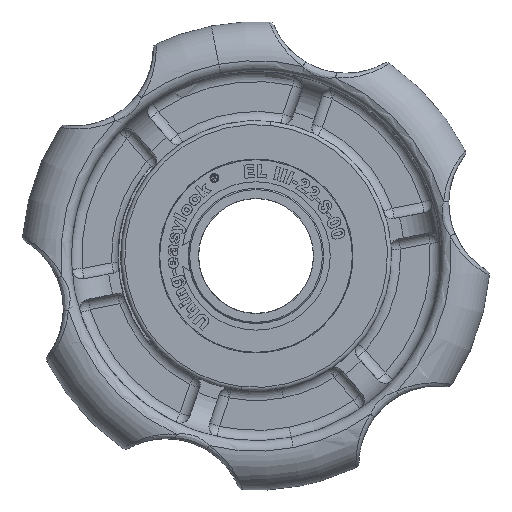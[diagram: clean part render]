
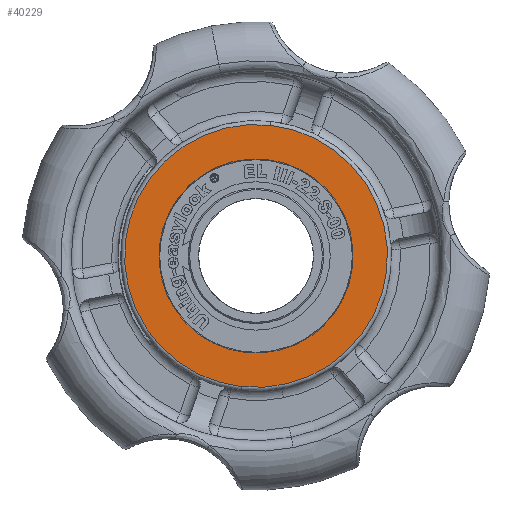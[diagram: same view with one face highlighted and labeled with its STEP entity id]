
A CAD part, left-side view. The second image highlights one B-rep face of the part: STEP entity #40229.
In plain terms, the highlighted planar face has unit normal (-1, 0, 0).
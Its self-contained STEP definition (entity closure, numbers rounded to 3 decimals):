
#70 = EDGE_CURVE ( 'NONE', #141583, #69317, #100145, .T. ) ;
#2699 = FACE_OUTER_BOUND ( 'NONE', #173458, .T. ) ;
#15491 = ORIENTED_EDGE ( 'NONE', *, *, #16684, .F. ) ;
#16684 = EDGE_CURVE ( 'NONE', #42508, #98937, #155779, .T. ) ;
#18505 = CARTESIAN_POINT ( 'NONE',  ( -30.8, 2.752, -25.1 ) ) ;
#19511 = AXIS2_PLACEMENT_3D ( 'NONE', #60382, #104793, #48044 ) ;
#26140 = CARTESIAN_POINT ( 'NONE',  ( -30.8, -2.752, 25.1 ) ) ;
#36621 = AXIS2_PLACEMENT_3D ( 'NONE', #65936, #181510, #38383 ) ;
#38383 = DIRECTION ( 'NONE',  ( 0., 0.109, -0.994 ) ) ;
#40229 = ADVANCED_FACE ( 'NONE', ( #93672, #2699 ), #47387, .F. ) ;
#42508 = VERTEX_POINT ( 'NONE', #45114 ) ;
#42695 = DIRECTION ( 'NONE',  ( -1., 0., 0. ) ) ;
#45114 = CARTESIAN_POINT ( 'NONE',  ( -30.8, -2.033, 18.539 ) ) ;
#47387 = PLANE ( 'NONE',  #121298 ) ;
#48044 = DIRECTION ( 'NONE',  ( 0., 0.109, -0.994 ) ) ;
#52102 = EDGE_CURVE ( 'NONE', #69317, #141583, #77358, .T. ) ;
#57907 = CARTESIAN_POINT ( 'NONE',  ( -30.8, 0., 0. ) ) ;
#60382 = CARTESIAN_POINT ( 'NONE',  ( -30.8, 0., 0. ) ) ;
#65206 = DIRECTION ( 'NONE',  ( 0., 0.109, -0.994 ) ) ;
#65936 = CARTESIAN_POINT ( 'NONE',  ( -30.8, 0., 0. ) ) ;
#68242 = CIRCLE ( 'NONE', #174198, 18.65 ) ;
#69053 = DIRECTION ( 'NONE',  ( 1., 0., 0. ) ) ;
#69317 = VERTEX_POINT ( 'NONE', #26140 ) ;
#70029 = EDGE_CURVE ( 'NONE', #98937, #42508, #68242, .T. ) ;
#77358 = CIRCLE ( 'NONE', #110550, 25.25 ) ;
#83501 = DIRECTION ( 'NONE',  ( 0., 0.109, -0.994 ) ) ;
#90803 = CARTESIAN_POINT ( 'NONE',  ( -30.8, 0., 0. ) ) ;
#93672 = FACE_BOUND ( 'NONE', #158566, .T. ) ;
#95555 = DIRECTION ( 'NONE',  ( 0., -0.109, 0.994 ) ) ;
#98937 = VERTEX_POINT ( 'NONE', #184077 ) ;
#99143 = ORIENTED_EDGE ( 'NONE', *, *, #52102, .T. ) ;
#100145 = CIRCLE ( 'NONE', #36621, 25.25 ) ;
#104793 = DIRECTION ( 'NONE',  ( -1., 0., 0. ) ) ;
#110550 = AXIS2_PLACEMENT_3D ( 'NONE', #90803, #150482, #65206 ) ;
#121298 = AXIS2_PLACEMENT_3D ( 'NONE', #181826, #69053, #95555 ) ;
#141583 = VERTEX_POINT ( 'NONE', #18505 ) ;
#150482 = DIRECTION ( 'NONE',  ( -1., 0., 0. ) ) ;
#155779 = CIRCLE ( 'NONE', #19511, 18.65 ) ;
#158566 = EDGE_LOOP ( 'NONE', ( #178121, #15491 ) ) ;
#173458 = EDGE_LOOP ( 'NONE', ( #178671, #99143 ) ) ;
#174198 = AXIS2_PLACEMENT_3D ( 'NONE', #57907, #42695, #83501 ) ;
#178121 = ORIENTED_EDGE ( 'NONE', *, *, #70029, .F. ) ;
#178671 = ORIENTED_EDGE ( 'NONE', *, *, #70, .T. ) ;
#181510 = DIRECTION ( 'NONE',  ( -1., 0., 0. ) ) ;
#181826 = CARTESIAN_POINT ( 'NONE',  ( -30.8, -18.539, -2.033 ) ) ;
#184077 = CARTESIAN_POINT ( 'NONE',  ( -30.8, 2.033, -18.539 ) ) ;
